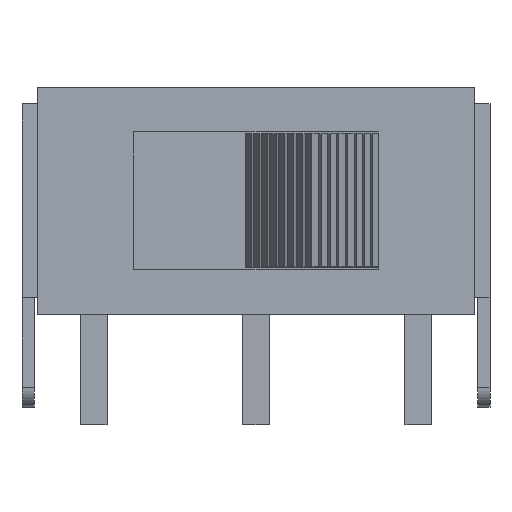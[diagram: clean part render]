
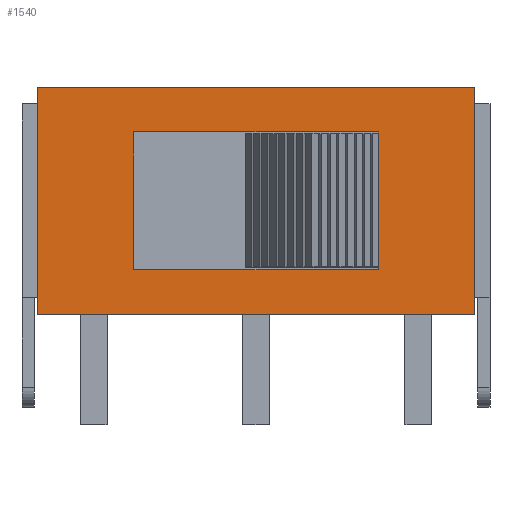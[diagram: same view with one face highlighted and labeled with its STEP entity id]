
A CAD part, top view. The second image highlights one B-rep face of the part: STEP entity #1540.
In plain terms, the highlighted planar face has unit normal (0, 0, 1).
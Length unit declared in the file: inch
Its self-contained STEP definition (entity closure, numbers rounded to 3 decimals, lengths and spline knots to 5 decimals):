
#450=CARTESIAN_POINT('',(0.13976,0.07598,0.26417));
#451=VERTEX_POINT('',#450);
#458=CARTESIAN_POINT('',(0.13976,0.07874,0.26417));
#459=VERTEX_POINT('',#458);
#460=CARTESIAN_POINT('',(0.13976,0.07874,0.26417));
#461=DIRECTION('',(0.0,-1.0,0.0));
#462=VECTOR('',#461,0.00276);
#463=LINE('',#460,#462);
#464=EDGE_CURVE('',#459,#451,#463,.T.);
#490=CARTESIAN_POINT('',(0.13976,-0.07598,0.26417));
#491=VERTEX_POINT('',#490);
#506=CARTESIAN_POINT('',(0.13976,-0.07874,0.26417));
#507=VERTEX_POINT('',#506);
#514=CARTESIAN_POINT('',(0.13976,-0.07598,0.26417));
#515=DIRECTION('',(0.0,-1.0,0.0));
#516=VECTOR('',#515,0.00276);
#517=LINE('',#514,#516);
#518=EDGE_CURVE('',#491,#507,#517,.T.);
#1469=CARTESIAN_POINT('',(0.275,0.14291,0.26417));
#1470=DIRECTION('',(0.0,0.0,1.0));
#1471=DIRECTION('',(1.0,0.0,0.0));
#1472=AXIS2_PLACEMENT_3D('',#1469,#1470,#1471);
#1473=PLANE('',#1472);
#1474=CARTESIAN_POINT('',(0.25,0.12992,0.26417));
#1475=VERTEX_POINT('',#1474);
#1476=CARTESIAN_POINT('',(0.25,-0.12992,0.26417));
#1477=VERTEX_POINT('',#1476);
#1478=CARTESIAN_POINT('',(0.25,0.12992,0.26417));
#1479=DIRECTION('',(0.0,-1.0,0.0));
#1480=VECTOR('',#1479,0.25984);
#1481=LINE('',#1478,#1480);
#1482=EDGE_CURVE('',#1475,#1477,#1481,.T.);
#1483=ORIENTED_EDGE('',*,*,#1482,.F.);
#1484=CARTESIAN_POINT('',(-0.25,0.12992,0.26417));
#1485=VERTEX_POINT('',#1484);
#1486=CARTESIAN_POINT('',(-0.25,0.12992,0.26417));
#1487=DIRECTION('',(1.0,0.0,0.0));
#1488=VECTOR('',#1487,0.5);
#1489=LINE('',#1486,#1488);
#1490=EDGE_CURVE('',#1485,#1475,#1489,.T.);
#1491=ORIENTED_EDGE('',*,*,#1490,.F.);
#1492=CARTESIAN_POINT('',(-0.25,-0.12992,0.26417));
#1493=VERTEX_POINT('',#1492);
#1494=CARTESIAN_POINT('',(-0.25,-0.12992,0.26417));
#1495=DIRECTION('',(0.0,1.0,0.0));
#1496=VECTOR('',#1495,0.25984);
#1497=LINE('',#1494,#1496);
#1498=EDGE_CURVE('',#1493,#1485,#1497,.T.);
#1499=ORIENTED_EDGE('',*,*,#1498,.F.);
#1500=CARTESIAN_POINT('',(0.25,-0.12992,0.26417));
#1501=DIRECTION('',(-1.0,0.0,0.0));
#1502=VECTOR('',#1501,0.5);
#1503=LINE('',#1500,#1502);
#1504=EDGE_CURVE('',#1477,#1493,#1503,.T.);
#1505=ORIENTED_EDGE('',*,*,#1504,.F.);
#1506=EDGE_LOOP('',(#1483,#1491,#1499,#1505));
#1507=FACE_OUTER_BOUND('',#1506,.T.);
#1508=CARTESIAN_POINT('',(-0.13976,-0.07874,0.26417));
#1509=VERTEX_POINT('',#1508);
#1510=CARTESIAN_POINT('',(-0.13976,0.07874,0.26417));
#1511=VERTEX_POINT('',#1510);
#1512=CARTESIAN_POINT('',(-0.13976,-0.07874,0.26417));
#1513=DIRECTION('',(0.0,1.0,0.0));
#1514=VECTOR('',#1513,0.15748);
#1515=LINE('',#1512,#1514);
#1516=EDGE_CURVE('',#1509,#1511,#1515,.T.);
#1517=ORIENTED_EDGE('',*,*,#1516,.T.);
#1518=CARTESIAN_POINT('',(-0.13976,0.07874,0.26417));
#1519=DIRECTION('',(1.0,0.0,0.0));
#1520=VECTOR('',#1519,0.27953);
#1521=LINE('',#1518,#1520);
#1522=EDGE_CURVE('',#1511,#459,#1521,.T.);
#1523=ORIENTED_EDGE('',*,*,#1522,.T.);
#1524=ORIENTED_EDGE('',*,*,#464,.T.);
#1525=CARTESIAN_POINT('',(0.13976,-0.07598,0.26417));
#1526=DIRECTION('',(0.0,1.0,0.0));
#1527=VECTOR('',#1526,0.15197);
#1528=LINE('',#1525,#1527);
#1529=EDGE_CURVE('',#491,#451,#1528,.T.);
#1530=ORIENTED_EDGE('',*,*,#1529,.F.);
#1531=ORIENTED_EDGE('',*,*,#518,.T.);
#1532=CARTESIAN_POINT('',(0.13976,-0.07874,0.26417));
#1533=DIRECTION('',(-1.0,0.0,0.0));
#1534=VECTOR('',#1533,0.27953);
#1535=LINE('',#1532,#1534);
#1536=EDGE_CURVE('',#507,#1509,#1535,.T.);
#1537=ORIENTED_EDGE('',*,*,#1536,.T.);
#1538=EDGE_LOOP('',(#1517,#1523,#1524,#1530,#1531,#1537));
#1539=FACE_BOUND('',#1538,.T.);
#1540=ADVANCED_FACE('',(#1507,#1539),#1473,.T.);
